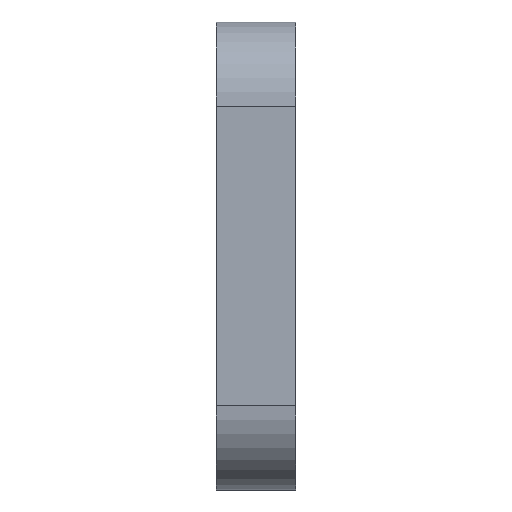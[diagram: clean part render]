
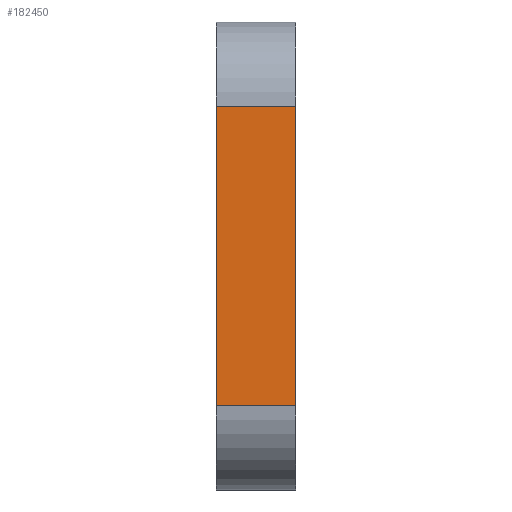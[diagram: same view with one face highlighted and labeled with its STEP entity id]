
A CAD part, left-side view. The second image highlights one B-rep face of the part: STEP entity #182450.
In plain terms, the highlighted planar face has unit normal (-1, 0, 0).
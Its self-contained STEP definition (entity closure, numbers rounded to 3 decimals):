
#123320=CARTESIAN_POINT('',(-4.076,118.,-2.183));
#123330=VERTEX_POINT('',#123320);
#123360=CARTESIAN_POINT('',(-4.076,118.,-6.36));
#123370=DIRECTION('',(0.,0.,1.));
#123380=VECTOR('',#123370,1.);
#123390=LINE('',#123360,#123380);
#123400=CARTESIAN_POINT('',(-4.076,118.,14.678));
#123410=VERTEX_POINT('',#123400);
#123420=EDGE_CURVE('',#123330,#123410,#123390,.T.);
#132220=CARTESIAN_POINT('',(-4.076,122.5,14.678));
#132230=VERTEX_POINT('',#132220);
#132260=CARTESIAN_POINT('',(-4.076,122.5,-6.36));
#132270=DIRECTION('',(0.,0.,-1.));
#132280=VECTOR('',#132270,1.);
#132290=LINE('',#132260,#132280);
#132300=CARTESIAN_POINT('',(-4.076,122.5,-2.183));
#132310=VERTEX_POINT('',#132300);
#132320=EDGE_CURVE('',#132230,#132310,#132290,.T.);
#182240=CARTESIAN_POINT('',(-4.076,238.894,15.106));
#182250=DIRECTION('',(1.,0.,-0.));
#182260=DIRECTION('',(0.,0.,1.));
#182270=AXIS2_PLACEMENT_3D('',#182240,#182250,#182260);
#182280=PLANE('',#182270);
#182290=ORIENTED_EDGE('',*,*,#132320,.T.);
#182300=CARTESIAN_POINT('',(-4.076,120.,14.678));
#182310=DIRECTION('',(0.,1.,0.));
#182320=VECTOR('',#182310,1.);
#182330=LINE('',#182300,#182320);
#182340=EDGE_CURVE('',#123410,#132230,#182330,.T.);
#182350=ORIENTED_EDGE('',*,*,#182340,.T.);
#182360=ORIENTED_EDGE('',*,*,#123420,.T.);
#182370=CARTESIAN_POINT('',(-4.076,120.,-2.183));
#182380=DIRECTION('',(0.,1.,0.));
#182390=VECTOR('',#182380,1.);
#182400=LINE('',#182370,#182390);
#182410=EDGE_CURVE('',#123330,#132310,#182400,.T.);
#182420=ORIENTED_EDGE('',*,*,#182410,.F.);
#182430=EDGE_LOOP('',(#182420,#182360,#182350,#182290));
#182440=FACE_OUTER_BOUND('',#182430,.T.);
#182450=ADVANCED_FACE('',(#182440),#182280,.F.);
